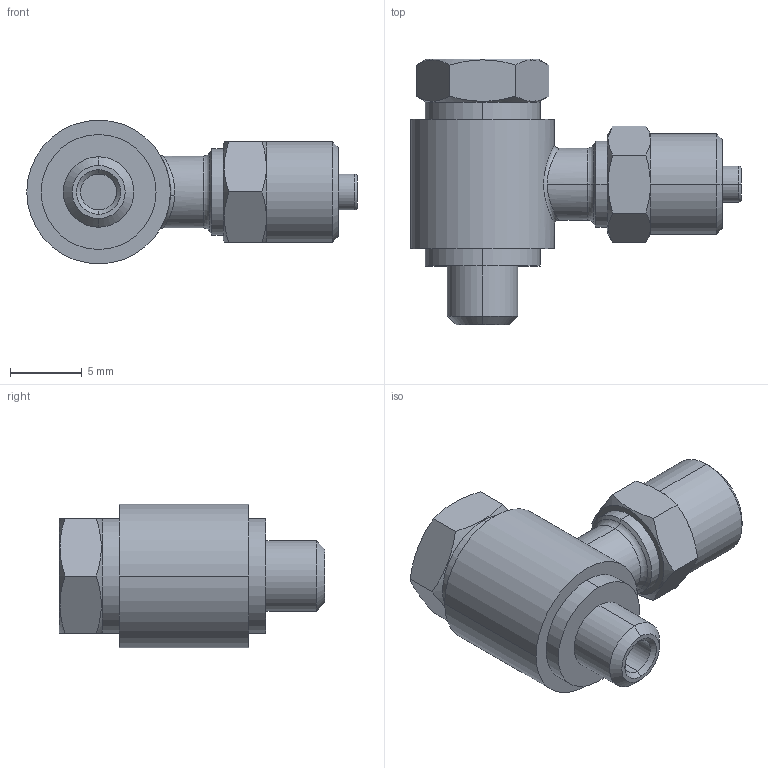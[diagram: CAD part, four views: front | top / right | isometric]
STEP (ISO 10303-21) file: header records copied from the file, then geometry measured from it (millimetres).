
FILE_DESCRIPTION (( 'STEP AP203' ), '1' );
FILE_NAME ('02240010.STEP', '2011-10-04T16:18:58', ( '' ), ( 'sopra-pneumatic' ), 'SwSTEP 2.0', 'SolidWorks 2011', '' );
FILE_SCHEMA (( 'CONFIG_CONTROL_DESIGN' ));
Length unit declared in the file: millimetre
Products named in the file (1): 02240010
Bounding box: 23 x 18.5 x 10 mm (x, y, z)
Volume: 1355.9 mm3; surface area: 1150.7 mm2
Topology: 1 solids, 1 shells, 75 faces, 171 edges, 105 vertices
Faces by surface type: cone 24, plane 23, cylinder 22, torus 4, bspline 2
Entity records: 2644 total; most frequent: CARTESIAN_POINT 917, DIRECTION 343, ORIENTED_EDGE 342, EDGE_CURVE 171, AXIS2_PLACEMENT_3D 145, VERTEX_POINT 105, EDGE_LOOP 84, ADVANCED_FACE 75
